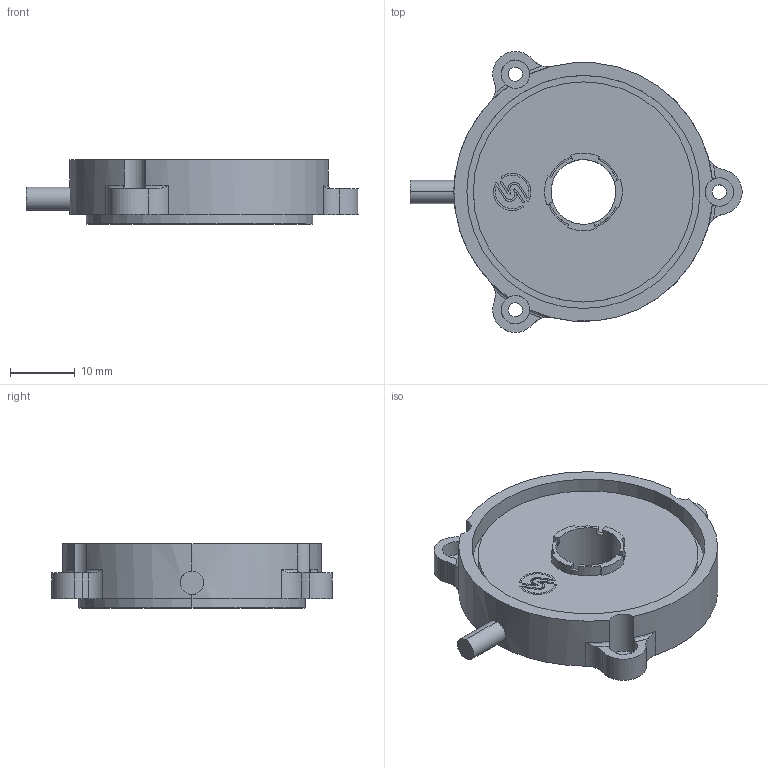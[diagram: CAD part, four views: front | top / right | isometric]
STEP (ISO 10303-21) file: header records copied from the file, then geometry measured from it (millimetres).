
FILE_DESCRIPTION (( 'STEP AP214' ), '1' );
FILE_NAME ('CAS40 20240521.STEP', '2026-02-07T05:02:43', ( 'chen' ), ( '' ), 'SwSTEP 2.0', 'SolidWorks 2018', '' );
FILE_SCHEMA (( 'AUTOMOTIVE_DESIGN' ));
Length unit declared in the file: millimetre
Products named in the file (5): CAS40 产品20240521; CAS40 产品20240521_2; CAS40 产品20240521_3; CAS40 产品20240521_4; CAS40 20240521
Assembly tree (4 placements, depth 2):
  CAS40 20240521
    CAS40 产品20240521_4
    CAS40 产品20240521_3
    CAS40 产品20240521
    CAS40 产品20240521_2
Bounding box: 51.26 x 43.37 x 10 mm (x, y, z)
Volume: 9051.7 mm3; surface area: 8305.8 mm2
Topology: 4 solids, 6 shells, 239 faces, 647 edges, 426 vertices
Faces by surface type: cylinder 139, plane 92, bspline 6, cone 2
Entity records: 10815 total; most frequent: CARTESIAN_POINT 1674, DIRECTION 1449, ORIENTED_EDGE 1294, EDGE_CURVE 647, AXIS2_PLACEMENT_3D 586, VERTEX_POINT 426, CIRCLE 346, LINE 277
